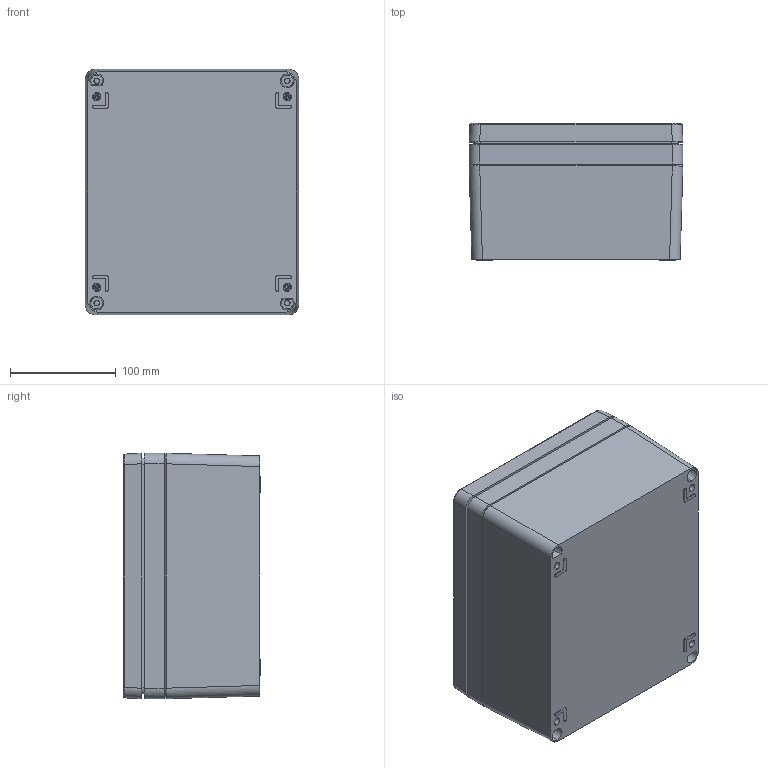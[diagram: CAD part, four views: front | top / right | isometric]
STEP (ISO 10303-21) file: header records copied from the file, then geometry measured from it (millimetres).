
FILE_DESCRIPTION (( 'STEP AP214' ), '1' );
FILE_NAME ('13100500.STEP', '2016-03-10T10:56:43', ( 'Macha' ), ( 'Hewlett-Packard Company' ), 'SwSTEP 2.0', 'SolidWorks 2015', '' );
FILE_SCHEMA (( 'AUTOMOTIVE_DESIGN' ));
Length unit declared in the file: millimetre
Products named in the file (5): 93038; 08960; 08760_Katalog; 01060_Katalog; 13100500
Assembly tree (7 placements, depth 2):
  13100500
    01060_Katalog
    08760_Katalog
    08960
    93038  x4
Bounding box: 202 x 129.6 x 232 mm (x, y, z)
Volume: 1059178.1 mm3; surface area: 421953.8 mm2
Topology: 7 solids, 7 shells, 898 faces, 2128 edges, 1310 vertices
Faces by surface type: plane 312, cone 279, cylinder 167, bspline 97, torus 43
Entity records: 28810 total; most frequent: CARTESIAN_POINT 10282, ORIENTED_EDGE 3856, DIRECTION 3667, EDGE_CURVE 1928, AXIS2_PLACEMENT_3D 1344, VERTEX_POINT 1211, LINE 979, VECTOR 979
